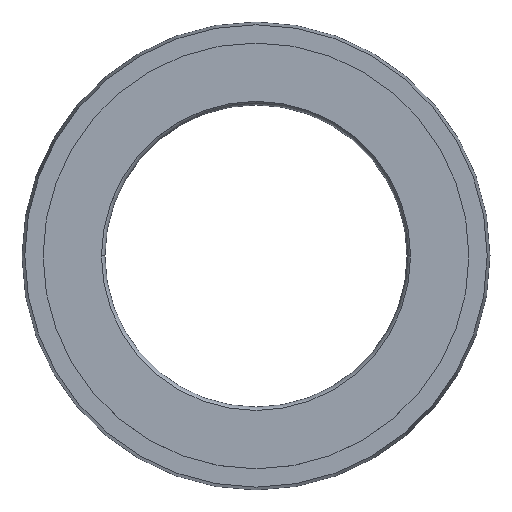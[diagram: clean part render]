
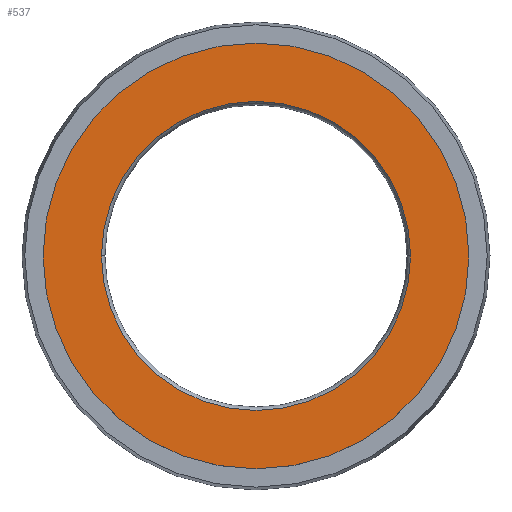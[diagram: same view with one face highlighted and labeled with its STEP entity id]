
A CAD part, top view. The second image highlights one B-rep face of the part: STEP entity #537.
In plain terms, the highlighted planar face has unit normal (0, 0, 1).
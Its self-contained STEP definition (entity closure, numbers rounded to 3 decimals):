
#19 = DIRECTION ( 'NONE',  ( 1., 0., 0. ) ) ;
#31 = DIRECTION ( 'NONE',  ( 0., 0., 1. ) ) ;
#33 = AXIS2_PLACEMENT_3D ( 'NONE', #531, #227, #274 ) ;
#45 = CIRCLE ( 'NONE', #170, 11. ) ;
#47 = CARTESIAN_POINT ( 'NONE',  ( -11., 0., 0. ) ) ;
#50 = CARTESIAN_POINT ( 'NONE',  ( 0., 0., 0. ) ) ;
#58 = EDGE_CURVE ( 'NONE', #229, #553, #45, .T. ) ;
#67 = CARTESIAN_POINT ( 'NONE',  ( 0., 0., 0. ) ) ;
#102 = EDGE_LOOP ( 'NONE', ( #502, #408 ) ) ;
#151 = DIRECTION ( 'NONE',  ( -1., 0., 0. ) ) ;
#159 = AXIS2_PLACEMENT_3D ( 'NONE', #50, #251, #151 ) ;
#170 = AXIS2_PLACEMENT_3D ( 'NONE', #67, #261, #19 ) ;
#181 = CARTESIAN_POINT ( 'NONE',  ( 11., 0., 0. ) ) ;
#183 = CIRCLE ( 'NONE', #500, 15.15 ) ;
#227 = DIRECTION ( 'NONE',  ( 0., 0., 1. ) ) ;
#229 = VERTEX_POINT ( 'NONE', #181 ) ;
#233 = CARTESIAN_POINT ( 'NONE',  ( 0., 0., 0. ) ) ;
#246 = EDGE_CURVE ( 'NONE', #438, #443, #401, .T. ) ;
#251 = DIRECTION ( 'NONE',  ( 0., 0., -1. ) ) ;
#261 = DIRECTION ( 'NONE',  ( 0., 0., 1. ) ) ;
#270 = ORIENTED_EDGE ( 'NONE', *, *, #58, .F. ) ;
#274 = DIRECTION ( 'NONE',  ( 1., 0., 0. ) ) ;
#293 = FACE_BOUND ( 'NONE', #346, .T. ) ;
#320 = EDGE_CURVE ( 'NONE', #553, #229, #467, .T. ) ;
#322 = CARTESIAN_POINT ( 'NONE',  ( 0., 0., 0. ) ) ;
#342 = PLANE ( 'NONE',  #159 ) ;
#346 = EDGE_LOOP ( 'NONE', ( #270, #570 ) ) ;
#356 = AXIS2_PLACEMENT_3D ( 'NONE', #322, #31, #383 ) ;
#383 = DIRECTION ( 'NONE',  ( 1., 0., 0. ) ) ;
#388 = CARTESIAN_POINT ( 'NONE',  ( -15.15, 0., 0. ) ) ;
#401 = CIRCLE ( 'NONE', #33, 15.15 ) ;
#408 = ORIENTED_EDGE ( 'NONE', *, *, #246, .T. ) ;
#412 = EDGE_CURVE ( 'NONE', #443, #438, #183, .T. ) ;
#438 = VERTEX_POINT ( 'NONE', #388 ) ;
#441 = DIRECTION ( 'NONE',  ( 1., 0., 0. ) ) ;
#443 = VERTEX_POINT ( 'NONE', #489 ) ;
#467 = CIRCLE ( 'NONE', #356, 11. ) ;
#489 = CARTESIAN_POINT ( 'NONE',  ( 15.15, 0., 0. ) ) ;
#494 = DIRECTION ( 'NONE',  ( 0., 0., 1. ) ) ;
#500 = AXIS2_PLACEMENT_3D ( 'NONE', #233, #494, #441 ) ;
#502 = ORIENTED_EDGE ( 'NONE', *, *, #412, .T. ) ;
#515 = FACE_OUTER_BOUND ( 'NONE', #102, .T. ) ;
#531 = CARTESIAN_POINT ( 'NONE',  ( 0., 0., 0. ) ) ;
#537 = ADVANCED_FACE ( 'NONE', ( #293, #515 ), #342, .F. ) ;
#553 = VERTEX_POINT ( 'NONE', #47 ) ;
#570 = ORIENTED_EDGE ( 'NONE', *, *, #320, .F. ) ;
